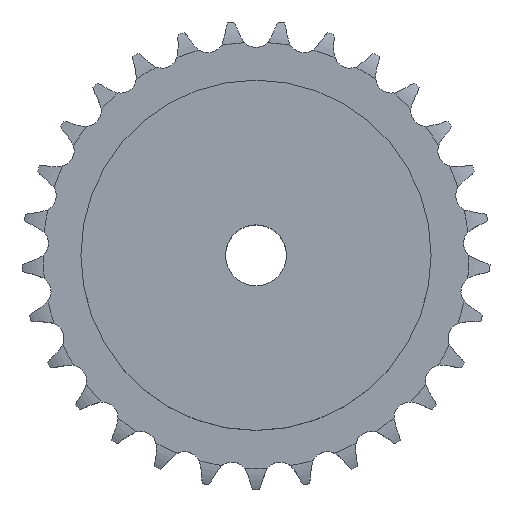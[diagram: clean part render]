
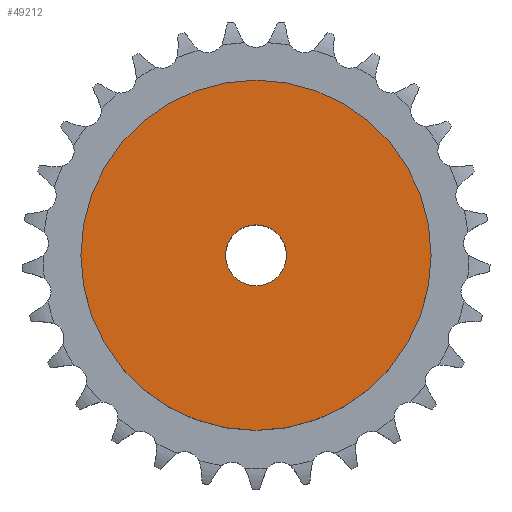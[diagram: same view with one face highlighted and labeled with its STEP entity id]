
A CAD part, top view. The second image highlights one B-rep face of the part: STEP entity #49212.
In plain terms, the highlighted planar face has unit normal (0, 0, 1).
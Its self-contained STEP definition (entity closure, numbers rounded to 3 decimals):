
#26248 = CYLINDRICAL_SURFACE('',#26249,10.);
#26249 = AXIS2_PLACEMENT_3D('',#26250,#26251,#26252);
#26250 = CARTESIAN_POINT('',(0.,0.,236.887));
#26251 = DIRECTION('',(0.,0.,1.));
#26252 = DIRECTION('',(1.,0.,0.));
#33785 = EDGE_CURVE('',#33786,#33786,#33788,.T.);
#33786 = VERTEX_POINT('',#33787);
#33787 = CARTESIAN_POINT('',(10.,0.,45.));
#33788 = SURFACE_CURVE('',#33789,(#33794,#33801),.PCURVE_S1.);
#33789 = CIRCLE('',#33790,10.);
#33790 = AXIS2_PLACEMENT_3D('',#33791,#33792,#33793);
#33791 = CARTESIAN_POINT('',(0.,0.,45.));
#33792 = DIRECTION('',(0.,0.,1.));
#33793 = DIRECTION('',(1.,0.,0.));
#33794 = PCURVE('',#26248,#33795);
#33795 = DEFINITIONAL_REPRESENTATION('',(#33796),#33800);
#33796 = LINE('',#33797,#33798);
#33797 = CARTESIAN_POINT('',(0.,-191.887));
#33798 = VECTOR('',#33799,1.);
#33799 = DIRECTION('',(1.,0.));
#33800 = ( GEOMETRIC_REPRESENTATION_CONTEXT(2) 
PARAMETRIC_REPRESENTATION_CONTEXT() REPRESENTATION_CONTEXT('2D SPACE',''
  ) );
#33801 = PCURVE('',#33802,#33807);
#33802 = PLANE('',#33803);
#33803 = AXIS2_PLACEMENT_3D('',#33804,#33805,#33806);
#33804 = CARTESIAN_POINT('',(0.,0.,45.)
  );
#33805 = DIRECTION('',(0.,0.,1.));
#33806 = DIRECTION('',(1.,0.,0.));
#33807 = DEFINITIONAL_REPRESENTATION('',(#33808),#33812);
#33808 = CIRCLE('',#33809,10.);
#33809 = AXIS2_PLACEMENT_2D('',#33810,#33811);
#33810 = CARTESIAN_POINT('',(0.,0.));
#33811 = DIRECTION('',(1.,0.));
#33812 = ( GEOMETRIC_REPRESENTATION_CONTEXT(2) 
PARAMETRIC_REPRESENTATION_CONTEXT() REPRESENTATION_CONTEXT('2D SPACE',''
  ) );
#49212 = ADVANCED_FACE('',(#49213,#49244),#33802,.T.);
#49213 = FACE_BOUND('',#49214,.T.);
#49214 = EDGE_LOOP('',(#49215));
#49215 = ORIENTED_EDGE('',*,*,#49216,.T.);
#49216 = EDGE_CURVE('',#49217,#49217,#49219,.T.);
#49217 = VERTEX_POINT('',#49218);
#49218 = CARTESIAN_POINT('',(57.5,0.,45.));
#49219 = SURFACE_CURVE('',#49220,(#49225,#49232),.PCURVE_S1.);
#49220 = CIRCLE('',#49221,57.5);
#49221 = AXIS2_PLACEMENT_3D('',#49222,#49223,#49224);
#49222 = CARTESIAN_POINT('',(0.,0.,45.));
#49223 = DIRECTION('',(0.,0.,1.));
#49224 = DIRECTION('',(1.,0.,0.));
#49225 = PCURVE('',#33802,#49226);
#49226 = DEFINITIONAL_REPRESENTATION('',(#49227),#49231);
#49227 = CIRCLE('',#49228,57.5);
#49228 = AXIS2_PLACEMENT_2D('',#49229,#49230);
#49229 = CARTESIAN_POINT('',(0.,0.));
#49230 = DIRECTION('',(1.,0.));
#49231 = ( GEOMETRIC_REPRESENTATION_CONTEXT(2) 
PARAMETRIC_REPRESENTATION_CONTEXT() REPRESENTATION_CONTEXT('2D SPACE',''
  ) );
#49232 = PCURVE('',#49233,#49238);
#49233 = CYLINDRICAL_SURFACE('',#49234,57.5);
#49234 = AXIS2_PLACEMENT_3D('',#49235,#49236,#49237);
#49235 = CARTESIAN_POINT('',(0.,0.,0.));
#49236 = DIRECTION('',(-0.,-0.,-1.));
#49237 = DIRECTION('',(1.,0.,0.));
#49238 = DEFINITIONAL_REPRESENTATION('',(#49239),#49243);
#49239 = LINE('',#49240,#49241);
#49240 = CARTESIAN_POINT('',(-0.,-45.));
#49241 = VECTOR('',#49242,1.);
#49242 = DIRECTION('',(-1.,0.));
#49243 = ( GEOMETRIC_REPRESENTATION_CONTEXT(2) 
PARAMETRIC_REPRESENTATION_CONTEXT() REPRESENTATION_CONTEXT('2D SPACE',''
  ) );
#49244 = FACE_BOUND('',#49245,.T.);
#49245 = EDGE_LOOP('',(#49246));
#49246 = ORIENTED_EDGE('',*,*,#33785,.F.);
